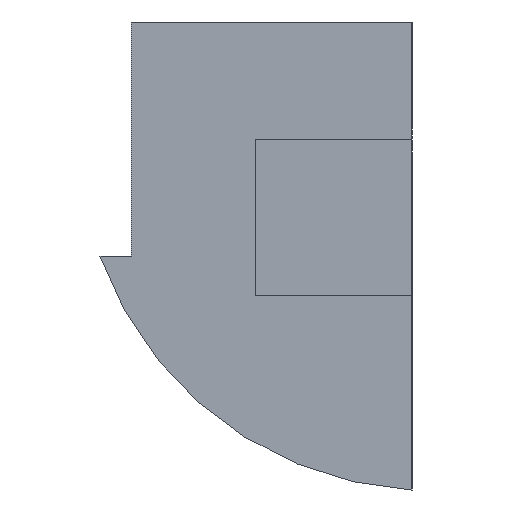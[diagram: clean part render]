
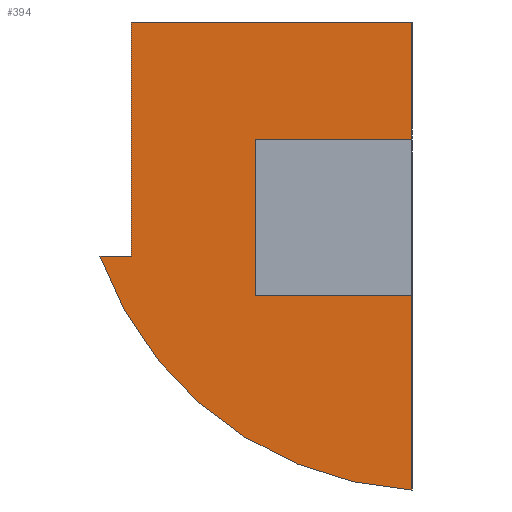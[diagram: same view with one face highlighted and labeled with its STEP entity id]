
A CAD part, left-side view. The second image highlights one B-rep face of the part: STEP entity #394.
In plain terms, the highlighted planar face has unit normal (-1, 0, 0).
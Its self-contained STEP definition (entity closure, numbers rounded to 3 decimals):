
#41=CIRCLE('',#448,45.);
#48=FACE_OUTER_BOUND('',#78,.T.);
#78=EDGE_LOOP('',(#309,#310,#311,#312,#313,#314,#315,#316,#317));
#98=LINE('',#586,#140);
#102=LINE('',#594,#144);
#109=LINE('',#617,#151);
#115=LINE('',#629,#157);
#117=LINE('',#644,#159);
#118=LINE('',#646,#160);
#119=LINE('',#647,#161);
#120=LINE('',#649,#162);
#140=VECTOR('',#475,10.);
#144=VECTOR('',#479,10.);
#151=VECTOR('',#498,10.);
#157=VECTOR('',#506,10.);
#159=VECTOR('',#522,10.);
#160=VECTOR('',#523,10.);
#161=VECTOR('',#524,10.);
#162=VECTOR('',#525,10.);
#181=VERTEX_POINT('',#583);
#182=VERTEX_POINT('',#585);
#185=VERTEX_POINT('',#591);
#186=VERTEX_POINT('',#593);
#196=VERTEX_POINT('',#615);
#201=VERTEX_POINT('',#627);
#207=VERTEX_POINT('',#643);
#208=VERTEX_POINT('',#645);
#209=VERTEX_POINT('',#648);
#218=EDGE_CURVE('',#182,#181,#98,.T.);
#222=EDGE_CURVE('',#186,#185,#102,.T.);
#234=EDGE_CURVE('',#196,#181,#109,.T.);
#240=EDGE_CURVE('',#196,#201,#115,.T.);
#247=EDGE_CURVE('',#185,#207,#117,.T.);
#248=EDGE_CURVE('',#207,#208,#118,.T.);
#249=EDGE_CURVE('',#208,#182,#119,.T.);
#250=EDGE_CURVE('',#201,#209,#120,.T.);
#251=EDGE_CURVE('',#209,#186,#41,.T.);
#309=ORIENTED_EDGE('',*,*,#247,.T.);
#310=ORIENTED_EDGE('',*,*,#248,.T.);
#311=ORIENTED_EDGE('',*,*,#249,.T.);
#312=ORIENTED_EDGE('',*,*,#218,.T.);
#313=ORIENTED_EDGE('',*,*,#234,.F.);
#314=ORIENTED_EDGE('',*,*,#240,.T.);
#315=ORIENTED_EDGE('',*,*,#250,.T.);
#316=ORIENTED_EDGE('',*,*,#251,.T.);
#317=ORIENTED_EDGE('',*,*,#222,.T.);
#380=PLANE('',#447);
#394=ADVANCED_FACE('',(#48),#380,.F.);
#447=AXIS2_PLACEMENT_3D('',#642,#520,#521);
#448=AXIS2_PLACEMENT_3D('',#650,#526,#527);
#475=DIRECTION('',(0.,0.,1.));
#479=DIRECTION('',(0.,0.,1.));
#498=DIRECTION('',(0.,-1.,0.));
#506=DIRECTION('',(0.,0.,-1.));
#520=DIRECTION('center_axis',(1.,0.,0.));
#521=DIRECTION('ref_axis',(0.,0.,-1.));
#522=DIRECTION('',(0.,1.,0.));
#523=DIRECTION('',(0.,0.,1.));
#524=DIRECTION('',(0.,-1.,0.));
#525=DIRECTION('',(0.,1.,0.));
#526=DIRECTION('center_axis',(-1.,0.,0.));
#527=DIRECTION('ref_axis',(0.,0.054,-0.999));
#583=CARTESIAN_POINT('',(-186.,-8.322,45.083));
#585=CARTESIAN_POINT('',(-186.,-8.322,25.083));
#586=CARTESIAN_POINT('',(-186.,-8.322,15.083));
#591=CARTESIAN_POINT('',(-186.,-8.322,15.083));
#593=CARTESIAN_POINT('',(-186.,-8.322,-14.917));
#594=CARTESIAN_POINT('',(-186.,-8.322,15.083));
#615=CARTESIAN_POINT('',(-186.,27.678,45.083));
#617=CARTESIAN_POINT('',(-186.,31.678,45.083));
#627=CARTESIAN_POINT('',(-186.,27.678,15.083));
#629=CARTESIAN_POINT('',(-186.,27.678,15.083));
#642=CARTESIAN_POINT('Origin',(-186.,11.678,0.083));
#643=CARTESIAN_POINT('',(-186.,11.678,15.083));
#644=CARTESIAN_POINT('',(-186.,1.678,15.083));
#645=CARTESIAN_POINT('',(-186.,11.678,25.083));
#646=CARTESIAN_POINT('',(-186.,11.678,10.083));
#647=CARTESIAN_POINT('',(-186.,1.678,25.083));
#648=CARTESIAN_POINT('',(-186.,31.678,15.083));
#649=CARTESIAN_POINT('',(-186.,21.678,15.083));
#650=CARTESIAN_POINT('Origin',(-186.,-10.772,30.016));
